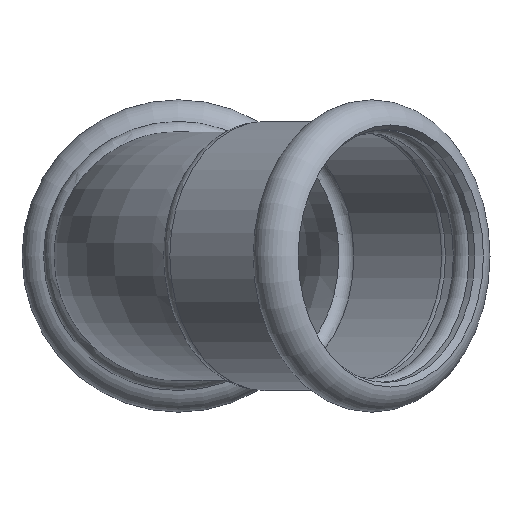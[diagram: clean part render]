
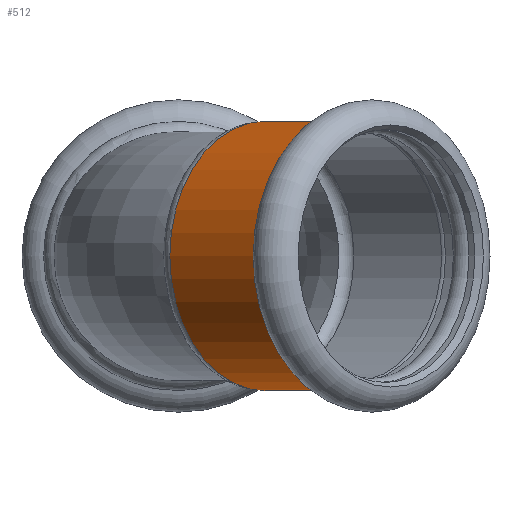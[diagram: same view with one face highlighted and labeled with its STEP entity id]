
A CAD part, left-side view. The second image highlights one B-rep face of the part: STEP entity #512.
In plain terms, the highlighted cylindrical face has radius 22.7 mm (diameter 45.4 mm), a full revolution.
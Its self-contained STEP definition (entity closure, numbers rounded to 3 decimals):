
#35=LINE('',#1022,#45);
#45=VECTOR('',#763,22.7);
#54=CYLINDRICAL_SURFACE('',#604,22.7);
#70=FACE_OUTER_BOUND('',#92,.T.);
#92=EDGE_LOOP('',(#416,#417,#418,#419,#420,#421,#422,#423));
#113=CIRCLE('',#556,22.7);
#114=CIRCLE('',#557,22.7);
#115=CIRCLE('',#558,22.7);
#139=CIRCLE('',#588,22.7);
#141=CIRCLE('',#590,22.7);
#142=CIRCLE('',#591,22.7);
#176=VERTEX_POINT('',#838);
#177=VERTEX_POINT('',#840);
#178=VERTEX_POINT('',#842);
#199=VERTEX_POINT('',#897);
#200=VERTEX_POINT('',#898);
#204=VERTEX_POINT('',#951);
#242=EDGE_CURVE('',#177,#176,#113,.T.);
#243=EDGE_CURVE('',#178,#177,#114,.T.);
#244=EDGE_CURVE('',#176,#178,#115,.T.);
#271=EDGE_CURVE('',#199,#200,#139,.T.);
#276=EDGE_CURVE('',#200,#204,#141,.T.);
#277=EDGE_CURVE('',#204,#199,#142,.T.);
#291=EDGE_CURVE('',#178,#204,#35,.T.);
#416=ORIENTED_EDGE('',*,*,#242,.T.);
#417=ORIENTED_EDGE('',*,*,#244,.T.);
#418=ORIENTED_EDGE('',*,*,#291,.T.);
#419=ORIENTED_EDGE('',*,*,#276,.F.);
#420=ORIENTED_EDGE('',*,*,#271,.F.);
#421=ORIENTED_EDGE('',*,*,#277,.F.);
#422=ORIENTED_EDGE('',*,*,#291,.F.);
#423=ORIENTED_EDGE('',*,*,#243,.T.);
#512=ADVANCED_FACE('',(#70),#54,.T.);
#556=AXIS2_PLACEMENT_3D('',#841,#660,#661);
#557=AXIS2_PLACEMENT_3D('',#843,#662,#663);
#558=AXIS2_PLACEMENT_3D('',#844,#664,#665);
#588=AXIS2_PLACEMENT_3D('',#899,#727,#728);
#590=AXIS2_PLACEMENT_3D('',#952,#731,#732);
#591=AXIS2_PLACEMENT_3D('',#953,#733,#734);
#604=AXIS2_PLACEMENT_3D('',#1021,#761,#762);
#660=DIRECTION('center_axis',(0.707,0.707,0.));
#661=DIRECTION('ref_axis',(-0.707,0.707,0.));
#662=DIRECTION('center_axis',(0.707,0.707,0.));
#663=DIRECTION('ref_axis',(-0.707,0.707,0.));
#664=DIRECTION('center_axis',(0.707,0.707,0.));
#665=DIRECTION('ref_axis',(-0.707,0.707,0.));
#727=DIRECTION('center_axis',(0.707,0.707,0.));
#728=DIRECTION('ref_axis',(-0.707,0.707,0.));
#731=DIRECTION('center_axis',(0.707,0.707,0.));
#732=DIRECTION('ref_axis',(-0.707,0.707,0.));
#733=DIRECTION('center_axis',(0.707,0.707,0.));
#734=DIRECTION('ref_axis',(-0.707,0.707,0.));
#761=DIRECTION('center_axis',(0.707,0.707,0.));
#762=DIRECTION('ref_axis',(-0.707,0.707,0.));
#763=DIRECTION('',(0.707,0.707,0.));
#838=CARTESIAN_POINT('',(-80.159,-29.448,22.7));
#840=CARTESIAN_POINT('',(-96.21,-13.397,0.));
#841=CARTESIAN_POINT('Origin',(-80.159,-29.448,0.));
#842=CARTESIAN_POINT('',(-64.108,-45.5,0.));
#843=CARTESIAN_POINT('Origin',(-80.159,-29.448,0.));
#844=CARTESIAN_POINT('Origin',(-80.159,-29.448,0.));
#897=CARTESIAN_POINT('',(-81.407,1.407,0.));
#898=CARTESIAN_POINT('',(-65.355,-14.645,22.7));
#899=CARTESIAN_POINT('Origin',(-65.355,-14.645,0.));
#951=CARTESIAN_POINT('',(-49.304,-30.696,0.));
#952=CARTESIAN_POINT('Origin',(-65.355,-14.645,0.));
#953=CARTESIAN_POINT('Origin',(-65.355,-14.645,0.));
#1021=CARTESIAN_POINT('Origin',(-72.757,-22.047,0.));
#1022=CARTESIAN_POINT('',(-56.706,-38.098,0.));
